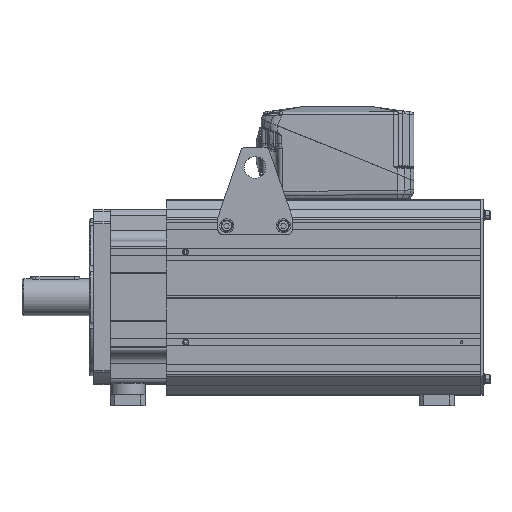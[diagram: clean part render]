
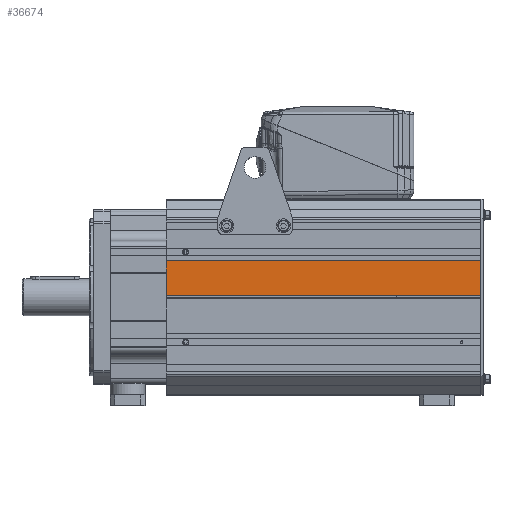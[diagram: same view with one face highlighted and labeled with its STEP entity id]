
A CAD part, top view. The second image highlights one B-rep face of the part: STEP entity #36674.
In plain terms, the highlighted planar face has unit normal (0, 0, 1).
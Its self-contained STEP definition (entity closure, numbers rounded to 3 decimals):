
#34848=DIRECTION('',(0.,-1.,0.));
#34849=VECTOR('',#34848,39.5);
#34850=CARTESIAN_POINT('',(165.5,41.5,111.5));
#34851=LINE('',#34850,#34849);
#35423=DIRECTION('',(1.,0.,0.));
#35424=VECTOR('',#35423,360.);
#35425=CARTESIAN_POINT('',(165.5,41.5,111.5));
#35426=LINE('',#35425,#35424);
#35427=DIRECTION('',(0.,-1.,0.));
#35428=VECTOR('',#35427,39.5);
#35429=CARTESIAN_POINT('',(525.5,41.5,111.5));
#35430=LINE('',#35429,#35428);
#35431=DIRECTION('',(-1.,0.,0.));
#35432=VECTOR('',#35431,360.);
#35433=CARTESIAN_POINT('',(525.5,2.,111.5));
#35434=LINE('',#35433,#35432);
#35667=CARTESIAN_POINT('',(165.5,41.5,111.5));
#35668=VERTEX_POINT('',#35667);
#35669=CARTESIAN_POINT('',(165.5,2.,111.5));
#35670=VERTEX_POINT('',#35669);
#35673=CARTESIAN_POINT('',(525.5,41.5,111.5));
#35674=CARTESIAN_POINT('',(525.5,2.,111.5));
#35675=VERTEX_POINT('',#35673);
#35676=VERTEX_POINT('',#35674);
#36660=CARTESIAN_POINT('',(165.5,41.5,111.5));
#36661=DIRECTION('',(0.,0.,1.));
#36662=DIRECTION('',(0.,-1.,0.));
#36663=AXIS2_PLACEMENT_3D('',#36660,#36661,#36662);
#36664=PLANE('',#36663);
#36665=ORIENTED_EDGE('',*,*,#35842,.F.);
#36667=ORIENTED_EDGE('',*,*,#36666,.T.);
#36669=ORIENTED_EDGE('',*,*,#36668,.T.);
#36671=ORIENTED_EDGE('',*,*,#36670,.T.);
#36672=EDGE_LOOP('',(#36665,#36667,#36669,#36671));
#36673=FACE_OUTER_BOUND('',#36672,.F.);
#36674=ADVANCED_FACE('',(#36673),#36664,.T.);
#35842=EDGE_CURVE('',#35668,#35670,#34851,.T.);
#36666=EDGE_CURVE('',#35668,#35675,#35426,.T.);
#36668=EDGE_CURVE('',#35675,#35676,#35430,.T.);
#36670=EDGE_CURVE('',#35676,#35670,#35434,.T.);
